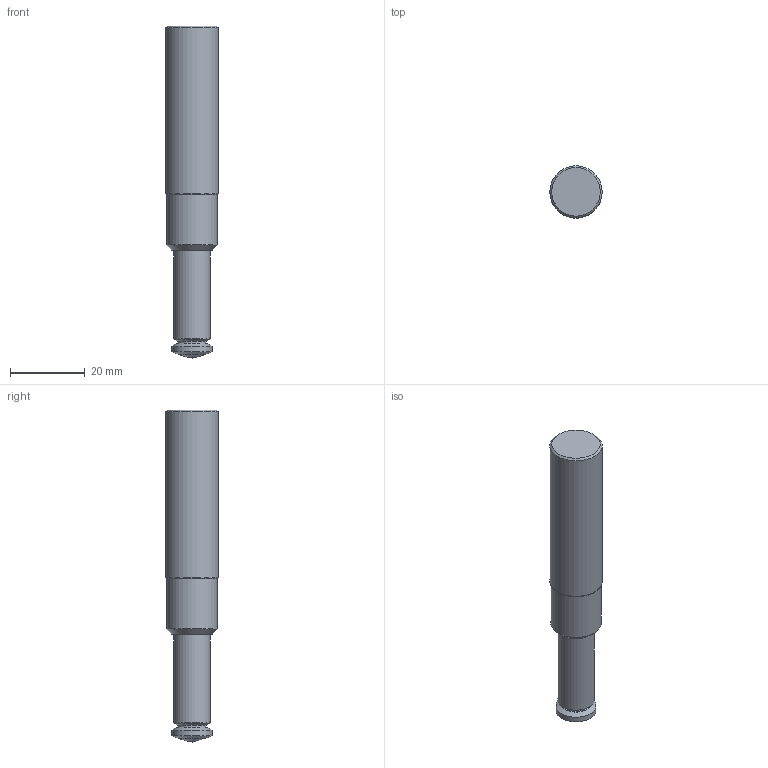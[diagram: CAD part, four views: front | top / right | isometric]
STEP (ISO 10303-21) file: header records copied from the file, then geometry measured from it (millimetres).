
FILE_DESCRIPTION(/* description */ (''),/* implementation_level */ '2;1');
FILE_NAME(/* name */ 'DTM-1_2X13UNC-14R1.stp',/* time_stamp */ '2017-09-14T08:51:21+05:00',/* author */ (''),/* organization */ (''),/* preprocessor_version */ 'ST-DEVELOPER v16',/* originating_system */ 'SIEMENS PLM Software NX 11.0',/* authorisation */ '');
FILE_SCHEMA (('AUTOMOTIVE_DESIGN { 1 0 10303 214 3 1 1 1 }'));
Length unit declared in the file: millimetre
Products named in the file (1): DTM-1_2X13UNC-14R1
Bounding box: 14 x 14 x 89 mm (x, y, z)
Volume: 11182.6 mm3; surface area: 4345 mm2
Topology: 3 solids, 3 shells, 30 faces, 54 edges, 30 vertices
Faces by surface type: cone 19, plane 6, cylinder 5
Full cylindrical faces by diameter (mm): 7.76 x1, 9.88 x1, 10.74 x1, 13.5 x1, 14 x1
Entity records: 642 total; most frequent: DIRECTION 122, CARTESIAN_POINT 89, AXIS2_PLACEMENT_3D 61, EDGE_LOOP 54, ORIENTED_EDGE 54, FACE_BOUND 50, ADVANCED_FACE 30, VERTEX_POINT 28
